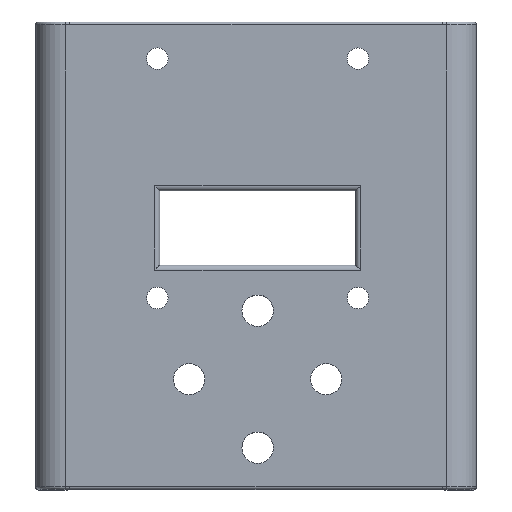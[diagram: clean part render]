
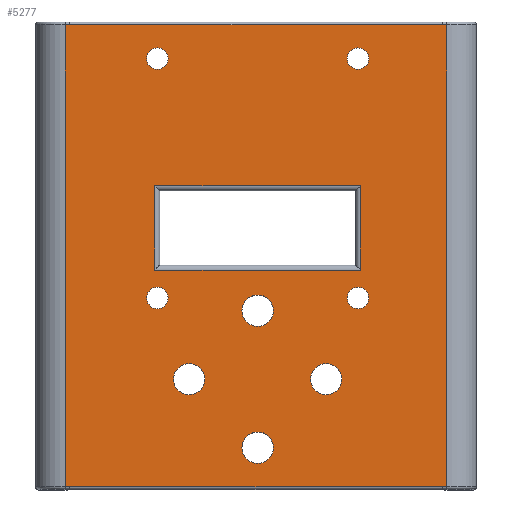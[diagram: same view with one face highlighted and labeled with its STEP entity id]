
A CAD part, top view. The second image highlights one B-rep face of the part: STEP entity #5277.
In plain terms, the highlighted planar face has unit normal (0, 0, 1).
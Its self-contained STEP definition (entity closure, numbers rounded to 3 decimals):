
#24 = VERTEX_POINT('',#25);
#25 = CARTESIAN_POINT('',(-192.364,76.709,3.5));
#39 = EDGE_CURVE('',#24,#24,#40,.T.);
#40 = CIRCLE('',#41,1.1);
#41 = AXIS2_PLACEMENT_3D('',#42,#43,#44);
#42 = CARTESIAN_POINT('',(-193.464,76.709,3.5));
#43 = DIRECTION('',(-0.,0.,1.));
#44 = DIRECTION('',(1.,0.,0.));
#100 = VERTEX_POINT('',#101);
#101 = CARTESIAN_POINT('',(-193.714,79.559,3.5));
#119 = VERTEX_POINT('',#120);
#120 = CARTESIAN_POINT('',(-172.714,79.559,3.5));
#127 = EDGE_CURVE('',#100,#119,#128,.T.);
#128 = LINE('',#129,#130);
#129 = CARTESIAN_POINT('',(-193.214,79.559,3.5));
#130 = VECTOR('',#131,1.);
#131 = DIRECTION('',(1.,0.,0.));
#151 = VERTEX_POINT('',#152);
#152 = CARTESIAN_POINT('',(-172.714,88.159,3.5));
#159 = EDGE_CURVE('',#119,#151,#160,.T.);
#160 = LINE('',#161,#162);
#161 = CARTESIAN_POINT('',(-172.714,80.059,3.5));
#162 = VECTOR('',#163,1.);
#163 = DIRECTION('',(0.,1.,0.));
#183 = VERTEX_POINT('',#184);
#184 = CARTESIAN_POINT('',(-193.714,88.159,3.5));
#191 = EDGE_CURVE('',#151,#183,#192,.T.);
#192 = LINE('',#193,#194);
#193 = CARTESIAN_POINT('',(-173.214,88.159,3.5));
#194 = VECTOR('',#195,1.);
#195 = DIRECTION('',(-1.,0.,0.));
#263 = VERTEX_POINT('',#264);
#264 = CARTESIAN_POINT('',(-181.614,75.409,3.5));
#278 = EDGE_CURVE('',#263,#263,#279,.T.);
#279 = CIRCLE('',#280,1.6);
#280 = AXIS2_PLACEMENT_3D('',#281,#282,#283);
#281 = CARTESIAN_POINT('',(-183.214,75.409,3.5));
#282 = DIRECTION('',(-0.,0.,1.));
#283 = DIRECTION('',(1.,0.,0.));
#1395 = VERTEX_POINT('',#1396);
#1396 = CARTESIAN_POINT('',(-202.889,104.6,3.5));
#1438 = VERTEX_POINT('',#1439);
#1439 = CARTESIAN_POINT('',(-202.391,104.6,3.5));
#1446 = EDGE_CURVE('',#1447,#1438,#1449,.T.);
#1447 = VERTEX_POINT('',#1448);
#1448 = CARTESIAN_POINT('',(-202.391,104.6,3.5));
#1449 = LINE('',#1450,#1451);
#1450 = CARTESIAN_POINT('',(-202.391,121.53,3.5));
#1451 = VECTOR('',#1452,1.);
#1452 = DIRECTION('',(0.,1.,0.));
#1638 = EDGE_CURVE('',#1447,#1395,#1639,.T.);
#1639 = LINE('',#1640,#1641);
#1640 = CARTESIAN_POINT('',(-163.869,104.6,3.5));
#1641 = VECTOR('',#1642,1.);
#1642 = DIRECTION('',(-1.,0.,-0.));
#1688 = VERTEX_POINT('',#1689);
#1689 = CARTESIAN_POINT('',(-164.371,104.6,3.5));
#1696 = EDGE_CURVE('',#1697,#1688,#1699,.T.);
#1697 = VERTEX_POINT('',#1698);
#1698 = CARTESIAN_POINT('',(-164.371,104.6,3.5));
#1699 = LINE('',#1700,#1701);
#1700 = CARTESIAN_POINT('',(-164.371,121.53,3.5));
#1701 = VECTOR('',#1702,1.);
#1702 = DIRECTION('',(0.,-1.,0.));
#1978 = VERTEX_POINT('',#1979);
#1979 = CARTESIAN_POINT('',(-202.389,57.44,3.5));
#1986 = EDGE_CURVE('',#1987,#1978,#1989,.T.);
#1987 = VERTEX_POINT('',#1988);
#1988 = CARTESIAN_POINT('',(-202.389,57.44,3.5));
#1989 = LINE('',#1990,#1991);
#1990 = CARTESIAN_POINT('',(-202.389,40.51,3.5));
#1991 = VECTOR('',#1992,1.);
#1992 = DIRECTION('',(0.,1.,0.));
#2212 = VERTEX_POINT('',#2213);
#2213 = CARTESIAN_POINT('',(-164.375,57.44,3.5));
#2220 = EDGE_CURVE('',#2221,#2212,#2223,.T.);
#2221 = VERTEX_POINT('',#2222);
#2222 = CARTESIAN_POINT('',(-164.375,57.44,3.5));
#2223 = LINE('',#2224,#2225);
#2224 = CARTESIAN_POINT('',(-164.375,40.51,3.5));
#2225 = VECTOR('',#2226,1.);
#2226 = DIRECTION('',(0.,-1.,0.));
#2243 = EDGE_CURVE('',#2212,#2244,#2246,.T.);
#2244 = VERTEX_POINT('',#2245);
#2245 = CARTESIAN_POINT('',(-163.875,57.44,3.5));
#2246 = LINE('',#2247,#2248);
#2247 = CARTESIAN_POINT('',(-202.895,57.44,3.5));
#2248 = VECTOR('',#2249,1.);
#2249 = DIRECTION('',(1.,0.,0.));
#3495 = VERTEX_POINT('',#3496);
#3496 = CARTESIAN_POINT('',(-202.889,57.44,3.5));
#3559 = EDGE_CURVE('',#3560,#2244,#3562,.T.);
#3560 = VERTEX_POINT('',#3561);
#3561 = CARTESIAN_POINT('',(-163.875,104.6,3.5));
#3562 = LINE('',#3563,#3564);
#3563 = CARTESIAN_POINT('',(-163.875,81.9,3.5));
#3564 = VECTOR('',#3565,1.);
#3565 = DIRECTION('',(0.,-1.,0.));
#3683 = EDGE_CURVE('',#1978,#2221,#3684,.T.);
#3684 = LINE('',#3685,#3686);
#3685 = CARTESIAN_POINT('',(-202.891,57.44,3.5));
#3686 = VECTOR('',#3687,1.);
#3687 = DIRECTION('',(1.,0.,-0.));
#4015 = VERTEX_POINT('',#4016);
#4016 = CARTESIAN_POINT('',(-192.364,101.159,3.5));
#4024 = EDGE_CURVE('',#4015,#4015,#4025,.T.);
#4025 = CIRCLE('',#4026,1.1);
#4026 = AXIS2_PLACEMENT_3D('',#4027,#4028,#4029);
#4027 = CARTESIAN_POINT('',(-193.464,101.159,3.5));
#4028 = DIRECTION('',(-0.,0.,1.));
#4029 = DIRECTION('',(1.,0.,0.));
#4085 = VERTEX_POINT('',#4086);
#4086 = CARTESIAN_POINT('',(-181.614,61.409,3.5));
#4094 = EDGE_CURVE('',#4085,#4085,#4095,.T.);
#4095 = CIRCLE('',#4096,1.6);
#4096 = AXIS2_PLACEMENT_3D('',#4097,#4098,#4099);
#4097 = CARTESIAN_POINT('',(-183.214,61.409,3.5));
#4098 = DIRECTION('',(-0.,0.,1.));
#4099 = DIRECTION('',(1.,0.,0.));
#4475 = VERTEX_POINT('',#4476);
#4476 = CARTESIAN_POINT('',(-174.614,68.409,3.5));
#4484 = EDGE_CURVE('',#4475,#4475,#4485,.T.);
#4485 = CIRCLE('',#4486,1.6);
#4486 = AXIS2_PLACEMENT_3D('',#4487,#4488,#4489);
#4487 = CARTESIAN_POINT('',(-176.214,68.409,3.5));
#4488 = DIRECTION('',(-0.,0.,1.));
#4489 = DIRECTION('',(1.,0.,0.));
#4644 = VERTEX_POINT('',#4645);
#4645 = CARTESIAN_POINT('',(-171.864,101.159,3.5));
#4653 = EDGE_CURVE('',#4644,#4644,#4654,.T.);
#4654 = CIRCLE('',#4655,1.1);
#4655 = AXIS2_PLACEMENT_3D('',#4656,#4657,#4658);
#4656 = CARTESIAN_POINT('',(-172.964,101.159,3.5));
#4657 = DIRECTION('',(-0.,0.,1.));
#4658 = DIRECTION('',(1.,0.,0.));
#4668 = EDGE_CURVE('',#3560,#1688,#4669,.T.);
#4669 = LINE('',#4670,#4671);
#4670 = CARTESIAN_POINT('',(-163.875,104.6,3.5));
#4671 = VECTOR('',#4672,1.);
#4672 = DIRECTION('',(-1.,0.,-0.));
#4881 = EDGE_CURVE('',#3495,#1987,#4882,.T.);
#4882 = LINE('',#4883,#4884);
#4883 = CARTESIAN_POINT('',(-202.889,57.44,3.5));
#4884 = VECTOR('',#4885,1.);
#4885 = DIRECTION('',(1.,0.,0.));
#5026 = VERTEX_POINT('',#5027);
#5027 = CARTESIAN_POINT('',(-171.864,76.709,3.5));
#5035 = EDGE_CURVE('',#5026,#5026,#5036,.T.);
#5036 = CIRCLE('',#5037,1.1);
#5037 = AXIS2_PLACEMENT_3D('',#5038,#5039,#5040);
#5038 = CARTESIAN_POINT('',(-172.964,76.709,3.5));
#5039 = DIRECTION('',(-0.,0.,1.));
#5040 = DIRECTION('',(1.,0.,0.));
#5097 = EDGE_CURVE('',#1697,#1438,#5098,.T.);
#5098 = LINE('',#5099,#5100);
#5099 = CARTESIAN_POINT('',(-163.871,104.6,3.5));
#5100 = VECTOR('',#5101,1.);
#5101 = DIRECTION('',(-1.,0.,0.));
#5116 = EDGE_CURVE('',#3495,#1395,#5117,.T.);
#5117 = LINE('',#5118,#5119);
#5118 = CARTESIAN_POINT('',(-202.889,81.9,3.5));
#5119 = VECTOR('',#5120,1.);
#5120 = DIRECTION('',(0.,1.,0.));
#5156 = VERTEX_POINT('',#5157);
#5157 = CARTESIAN_POINT('',(-188.614,68.409,3.5));
#5165 = EDGE_CURVE('',#5156,#5156,#5166,.T.);
#5166 = CIRCLE('',#5167,1.6);
#5167 = AXIS2_PLACEMENT_3D('',#5168,#5169,#5170);
#5168 = CARTESIAN_POINT('',(-190.214,68.409,3.5));
#5169 = DIRECTION('',(-0.,0.,1.));
#5170 = DIRECTION('',(1.,0.,0.));
#5183 = EDGE_CURVE('',#183,#100,#5184,.T.);
#5184 = LINE('',#5185,#5186);
#5185 = CARTESIAN_POINT('',(-193.714,87.659,3.5));
#5186 = VECTOR('',#5187,1.);
#5187 = DIRECTION('',(0.,-1.,0.));
#5277 = ADVANCED_FACE('',(#5278,#5292,#5298,#5301,#5304,#5307,#5310,
    #5313,#5316,#5319),#5322,.T.);
#5278 = FACE_BOUND('',#5279,.T.);
#5279 = EDGE_LOOP('',(#5280,#5281,#5282,#5283,#5284,#5285,#5286,#5287,
    #5288,#5289,#5290,#5291));
#5280 = ORIENTED_EDGE('',*,*,#1696,.F.);
#5281 = ORIENTED_EDGE('',*,*,#5097,.T.);
#5282 = ORIENTED_EDGE('',*,*,#1446,.F.);
#5283 = ORIENTED_EDGE('',*,*,#1638,.T.);
#5284 = ORIENTED_EDGE('',*,*,#5116,.F.);
#5285 = ORIENTED_EDGE('',*,*,#4881,.T.);
#5286 = ORIENTED_EDGE('',*,*,#1986,.T.);
#5287 = ORIENTED_EDGE('',*,*,#3683,.T.);
#5288 = ORIENTED_EDGE('',*,*,#2220,.T.);
#5289 = ORIENTED_EDGE('',*,*,#2243,.T.);
#5290 = ORIENTED_EDGE('',*,*,#3559,.F.);
#5291 = ORIENTED_EDGE('',*,*,#4668,.T.);
#5292 = FACE_BOUND('',#5293,.T.);
#5293 = EDGE_LOOP('',(#5294,#5295,#5296,#5297));
#5294 = ORIENTED_EDGE('',*,*,#191,.F.);
#5295 = ORIENTED_EDGE('',*,*,#159,.F.);
#5296 = ORIENTED_EDGE('',*,*,#127,.F.);
#5297 = ORIENTED_EDGE('',*,*,#5183,.F.);
#5298 = FACE_BOUND('',#5299,.T.);
#5299 = EDGE_LOOP('',(#5300));
#5300 = ORIENTED_EDGE('',*,*,#5165,.F.);
#5301 = FACE_BOUND('',#5302,.T.);
#5302 = EDGE_LOOP('',(#5303));
#5303 = ORIENTED_EDGE('',*,*,#278,.F.);
#5304 = FACE_BOUND('',#5305,.T.);
#5305 = EDGE_LOOP('',(#5306));
#5306 = ORIENTED_EDGE('',*,*,#4094,.F.);
#5307 = FACE_BOUND('',#5308,.T.);
#5308 = EDGE_LOOP('',(#5309));
#5309 = ORIENTED_EDGE('',*,*,#4484,.F.);
#5310 = FACE_BOUND('',#5311,.T.);
#5311 = EDGE_LOOP('',(#5312));
#5312 = ORIENTED_EDGE('',*,*,#4024,.F.);
#5313 = FACE_BOUND('',#5314,.T.);
#5314 = EDGE_LOOP('',(#5315));
#5315 = ORIENTED_EDGE('',*,*,#39,.F.);
#5316 = FACE_BOUND('',#5317,.T.);
#5317 = EDGE_LOOP('',(#5318));
#5318 = ORIENTED_EDGE('',*,*,#4653,.F.);
#5319 = FACE_BOUND('',#5320,.T.);
#5320 = EDGE_LOOP('',(#5321));
#5321 = ORIENTED_EDGE('',*,*,#5035,.F.);
#5322 = PLANE('',#5323);
#5323 = AXIS2_PLACEMENT_3D('',#5324,#5325,#5326);
#5324 = CARTESIAN_POINT('',(-183.382,81.02,3.5));
#5325 = DIRECTION('',(0.,0.,1.));
#5326 = DIRECTION('',(0.,1.,0.));
